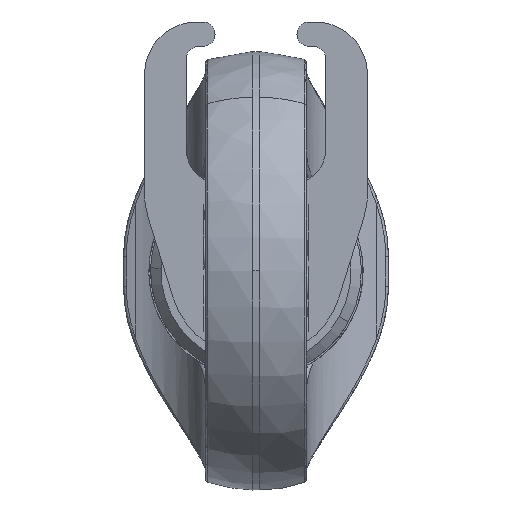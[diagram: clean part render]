
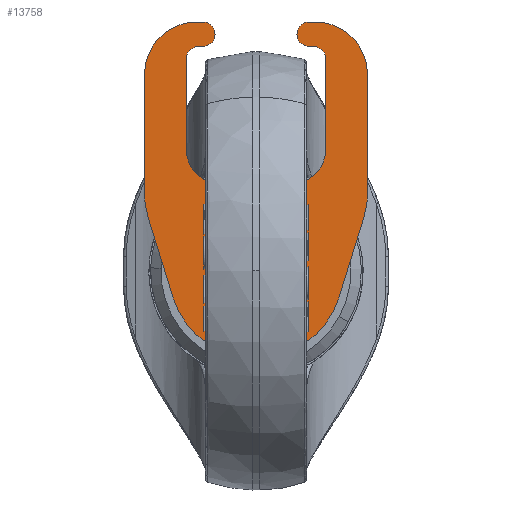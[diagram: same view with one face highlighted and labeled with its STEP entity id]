
A CAD part, top view. The second image highlights one B-rep face of the part: STEP entity #13758.
In plain terms, the highlighted planar face has unit normal (0, 0, 1).
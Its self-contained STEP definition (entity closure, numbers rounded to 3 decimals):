
#13220=CARTESIAN_POINT('Vertex',(32.,56.5,-15.8)) ;
#13227=CARTESIAN_POINT('Vertex',(17.,71.5,-15.8)) ;
#13230=CARTESIAN_POINT('Axis2P3D Location',(17.,56.5,-15.8)) ;
#13251=CARTESIAN_POINT('Vertex',(15.25,71.5,-15.8)) ;
#13254=CARTESIAN_POINT('Line Origine',(16.125,71.5,-15.8)) ;
#13275=CARTESIAN_POINT('Vertex',(15.25,64.5,-15.8)) ;
#13278=CARTESIAN_POINT('Axis2P3D Location',(15.25,68.,-15.8)) ;
#13299=CARTESIAN_POINT('Vertex',(16.5,64.5,-15.8)) ;
#13302=CARTESIAN_POINT('Line Origine',(15.875,64.5,-15.8)) ;
#13323=CARTESIAN_POINT('Vertex',(20.,61.,-15.8)) ;
#13326=CARTESIAN_POINT('Axis2P3D Location',(16.5,61.,-15.8)) ;
#13347=CARTESIAN_POINT('Vertex',(20.,35.,-15.8)) ;
#13350=CARTESIAN_POINT('Line Origine',(20.,48.,-15.8)) ;
#13371=CARTESIAN_POINT('Vertex',(10.,25.,-15.8)) ;
#13374=CARTESIAN_POINT('Axis2P3D Location',(10.,35.,-15.8)) ;
#13395=CARTESIAN_POINT('Vertex',(-10.,25.,-15.8)) ;
#13398=CARTESIAN_POINT('Line Origine',(0.,25.,-15.8)) ;
#13419=CARTESIAN_POINT('Vertex',(-20.,35.,-15.8)) ;
#13422=CARTESIAN_POINT('Axis2P3D Location',(-10.,35.,-15.8)) ;
#13443=CARTESIAN_POINT('Vertex',(-20.,61.,-15.8)) ;
#13446=CARTESIAN_POINT('Line Origine',(-20.,48.,-15.8)) ;
#13467=CARTESIAN_POINT('Vertex',(-16.5,64.5,-15.8)) ;
#13470=CARTESIAN_POINT('Axis2P3D Location',(-16.5,61.,-15.8)) ;
#13486=CARTESIAN_POINT('Vertex',(-15.25,64.5,-15.8)) ;
#13489=CARTESIAN_POINT('Line Origine',(-15.875,64.5,-15.8)) ;
#13510=CARTESIAN_POINT('Vertex',(-15.25,71.5,-15.8)) ;
#13513=CARTESIAN_POINT('Axis2P3D Location',(-15.25,68.,-15.8)) ;
#13529=CARTESIAN_POINT('Vertex',(-17.,71.5,-15.8)) ;
#13532=CARTESIAN_POINT('Line Origine',(-16.125,71.5,-15.8)) ;
#13553=CARTESIAN_POINT('Vertex',(-32.,56.5,-15.8)) ;
#13556=CARTESIAN_POINT('Axis2P3D Location',(-17.,56.5,-15.8)) ;
#13577=CARTESIAN_POINT('Vertex',(-32.,22.605,-15.8)) ;
#13580=CARTESIAN_POINT('Line Origine',(-32.,39.553,-15.8)) ;
#13601=CARTESIAN_POINT('Vertex',(-30.881,15.21,-15.8)) ;
#13604=CARTESIAN_POINT('Axis2P3D Location',(-7.,22.605,-15.8)) ;
#13625=CARTESIAN_POINT('Vertex',(-23.881,-7.395,-15.8)) ;
#13628=CARTESIAN_POINT('Line Origine',(-27.381,3.908,-15.8)) ;
#13649=CARTESIAN_POINT('Vertex',(23.881,-7.395,-15.8)) ;
#13652=CARTESIAN_POINT('Axis2P3D Location',(0.,0.,-15.8)) ;
#13673=CARTESIAN_POINT('Vertex',(30.881,15.21,-15.8)) ;
#13676=CARTESIAN_POINT('Line Origine',(27.381,3.908,-15.8)) ;
#13697=CARTESIAN_POINT('Vertex',(32.,22.605,-15.8)) ;
#13700=CARTESIAN_POINT('Axis2P3D Location',(7.,22.605,-15.8)) ;
#13717=CARTESIAN_POINT('Line Origine',(32.,39.553,-15.8)) ;
#13729=CARTESIAN_POINT('Axis2P3D Location',(0.,0.,-15.8)) ;
#13231=DIRECTION('Axis2P3D Direction',(0.,0.,1.)) ;
#13255=DIRECTION('Vector Direction',(-1.,0.,0.)) ;
#13279=DIRECTION('Axis2P3D Direction',(0.,0.,1.)) ;
#13303=DIRECTION('Vector Direction',(1.,0.,0.)) ;
#13327=DIRECTION('Axis2P3D Direction',(0.,0.,1.)) ;
#13351=DIRECTION('Vector Direction',(0.,-1.,0.)) ;
#13375=DIRECTION('Axis2P3D Direction',(0.,0.,1.)) ;
#13399=DIRECTION('Vector Direction',(-1.,0.,0.)) ;
#13423=DIRECTION('Axis2P3D Direction',(0.,0.,1.)) ;
#13447=DIRECTION('Vector Direction',(0.,1.,0.)) ;
#13471=DIRECTION('Axis2P3D Direction',(0.,0.,1.)) ;
#13490=DIRECTION('Vector Direction',(1.,0.,0.)) ;
#13514=DIRECTION('Axis2P3D Direction',(0.,0.,1.)) ;
#13533=DIRECTION('Vector Direction',(-1.,0.,0.)) ;
#13557=DIRECTION('Axis2P3D Direction',(0.,0.,1.)) ;
#13581=DIRECTION('Vector Direction',(0.,-1.,0.)) ;
#13605=DIRECTION('Axis2P3D Direction',(0.,0.,1.)) ;
#13629=DIRECTION('Vector Direction',(-0.296,0.955,0.)) ;
#13653=DIRECTION('Axis2P3D Direction',(0.,0.,1.)) ;
#13677=DIRECTION('Vector Direction',(-0.296,-0.955,0.)) ;
#13701=DIRECTION('Axis2P3D Direction',(0.,0.,1.)) ;
#13718=DIRECTION('Vector Direction',(0.,1.,0.)) ;
#13730=DIRECTION('Axis2P3D Direction',(0.,0.,1.)) ;
#13731=DIRECTION('Axis2P3D XDirection',(0.,-1.,0.)) ;
#13232=AXIS2_PLACEMENT_3D('Circle Axis2P3D',#13230,#13231,$) ;
#13280=AXIS2_PLACEMENT_3D('Circle Axis2P3D',#13278,#13279,$) ;
#13328=AXIS2_PLACEMENT_3D('Circle Axis2P3D',#13326,#13327,$) ;
#13376=AXIS2_PLACEMENT_3D('Circle Axis2P3D',#13374,#13375,$) ;
#13424=AXIS2_PLACEMENT_3D('Circle Axis2P3D',#13422,#13423,$) ;
#13472=AXIS2_PLACEMENT_3D('Circle Axis2P3D',#13470,#13471,$) ;
#13515=AXIS2_PLACEMENT_3D('Circle Axis2P3D',#13513,#13514,$) ;
#13558=AXIS2_PLACEMENT_3D('Circle Axis2P3D',#13556,#13557,$) ;
#13606=AXIS2_PLACEMENT_3D('Circle Axis2P3D',#13604,#13605,$) ;
#13654=AXIS2_PLACEMENT_3D('Circle Axis2P3D',#13652,#13653,$) ;
#13702=AXIS2_PLACEMENT_3D('Circle Axis2P3D',#13700,#13701,$) ;
#13732=AXIS2_PLACEMENT_3D('Plane Axis2P3D',#13729,#13730,#13731) ;
#13735=ORIENTED_EDGE('',*,*,#13234,.T.) ;
#13736=ORIENTED_EDGE('',*,*,#13258,.T.) ;
#13737=ORIENTED_EDGE('',*,*,#13282,.T.) ;
#13738=ORIENTED_EDGE('',*,*,#13306,.T.) ;
#13739=ORIENTED_EDGE('',*,*,#13330,.T.) ;
#13740=ORIENTED_EDGE('',*,*,#13354,.T.) ;
#13741=ORIENTED_EDGE('',*,*,#13378,.T.) ;
#13742=ORIENTED_EDGE('',*,*,#13402,.T.) ;
#13743=ORIENTED_EDGE('',*,*,#13426,.T.) ;
#13744=ORIENTED_EDGE('',*,*,#13450,.T.) ;
#13745=ORIENTED_EDGE('',*,*,#13474,.T.) ;
#13746=ORIENTED_EDGE('',*,*,#13493,.T.) ;
#13747=ORIENTED_EDGE('',*,*,#13517,.T.) ;
#13748=ORIENTED_EDGE('',*,*,#13536,.T.) ;
#13749=ORIENTED_EDGE('',*,*,#13560,.T.) ;
#13750=ORIENTED_EDGE('',*,*,#13584,.T.) ;
#13751=ORIENTED_EDGE('',*,*,#13608,.T.) ;
#13752=ORIENTED_EDGE('',*,*,#13632,.T.) ;
#13753=ORIENTED_EDGE('',*,*,#13656,.T.) ;
#13754=ORIENTED_EDGE('',*,*,#13680,.T.) ;
#13755=ORIENTED_EDGE('',*,*,#13704,.T.) ;
#13756=ORIENTED_EDGE('',*,*,#13721,.T.) ;
#13256=VECTOR('Line Direction',#13255,1.) ;
#13304=VECTOR('Line Direction',#13303,1.) ;
#13352=VECTOR('Line Direction',#13351,1.) ;
#13400=VECTOR('Line Direction',#13399,1.) ;
#13448=VECTOR('Line Direction',#13447,1.) ;
#13491=VECTOR('Line Direction',#13490,1.) ;
#13534=VECTOR('Line Direction',#13533,1.) ;
#13582=VECTOR('Line Direction',#13581,1.) ;
#13630=VECTOR('Line Direction',#13629,1.) ;
#13678=VECTOR('Line Direction',#13677,1.) ;
#13719=VECTOR('Line Direction',#13718,1.) ;
#13758=ADVANCED_FACE('\X2\52A05DE55716\X0\(\X2\53D66D8893105EA6\X0\)',(#13757),#13733,.T.) ;
#13233=CIRCLE('generated circle',#13232,15.) ;
#13281=CIRCLE('generated circle',#13280,3.5) ;
#13329=CIRCLE('generated circle',#13328,3.5) ;
#13377=CIRCLE('generated circle',#13376,10.) ;
#13425=CIRCLE('generated circle',#13424,10.) ;
#13473=CIRCLE('generated circle',#13472,3.5) ;
#13516=CIRCLE('generated circle',#13515,3.5) ;
#13559=CIRCLE('generated circle',#13558,15.) ;
#13607=CIRCLE('generated circle',#13606,25.) ;
#13655=CIRCLE('generated circle',#13654,25.) ;
#13703=CIRCLE('generated circle',#13702,25.) ;
#13234=EDGE_CURVE('',#13221,#13228,#13233,.T.) ;
#13258=EDGE_CURVE('',#13228,#13252,#13257,.T.) ;
#13282=EDGE_CURVE('',#13252,#13276,#13281,.T.) ;
#13306=EDGE_CURVE('',#13276,#13300,#13305,.T.) ;
#13330=EDGE_CURVE('',#13300,#13324,#13329,.F.) ;
#13354=EDGE_CURVE('',#13324,#13348,#13353,.T.) ;
#13378=EDGE_CURVE('',#13348,#13372,#13377,.F.) ;
#13402=EDGE_CURVE('',#13372,#13396,#13401,.T.) ;
#13426=EDGE_CURVE('',#13396,#13420,#13425,.F.) ;
#13450=EDGE_CURVE('',#13420,#13444,#13449,.T.) ;
#13474=EDGE_CURVE('',#13444,#13468,#13473,.F.) ;
#13493=EDGE_CURVE('',#13468,#13487,#13492,.T.) ;
#13517=EDGE_CURVE('',#13487,#13511,#13516,.T.) ;
#13536=EDGE_CURVE('',#13511,#13530,#13535,.T.) ;
#13560=EDGE_CURVE('',#13530,#13554,#13559,.T.) ;
#13584=EDGE_CURVE('',#13554,#13578,#13583,.T.) ;
#13608=EDGE_CURVE('',#13578,#13602,#13607,.T.) ;
#13632=EDGE_CURVE('',#13602,#13626,#13631,.F.) ;
#13656=EDGE_CURVE('',#13626,#13650,#13655,.T.) ;
#13680=EDGE_CURVE('',#13650,#13674,#13679,.F.) ;
#13704=EDGE_CURVE('',#13674,#13698,#13703,.T.) ;
#13721=EDGE_CURVE('',#13698,#13221,#13720,.T.) ;
#13734=EDGE_LOOP('',(#13735,#13736,#13737,#13738,#13739,#13740,#13741,#13742,#13743,#13744,#13745,#13746,#13747,#13748,#13749,#13750,#13751,#13752,#13753,#13754,#13755,#13756)) ;
#13757=FACE_OUTER_BOUND('',#13734,.T.) ;
#13257=LINE('Line',#13254,#13256) ;
#13305=LINE('Line',#13302,#13304) ;
#13353=LINE('Line',#13350,#13352) ;
#13401=LINE('Line',#13398,#13400) ;
#13449=LINE('Line',#13446,#13448) ;
#13492=LINE('Line',#13489,#13491) ;
#13535=LINE('Line',#13532,#13534) ;
#13583=LINE('Line',#13580,#13582) ;
#13631=LINE('Line',#13628,#13630) ;
#13679=LINE('Line',#13676,#13678) ;
#13720=LINE('Line',#13717,#13719) ;
#13733=PLANE('',#13732) ;
#13221=VERTEX_POINT('',#13220) ;
#13228=VERTEX_POINT('',#13227) ;
#13252=VERTEX_POINT('',#13251) ;
#13276=VERTEX_POINT('',#13275) ;
#13300=VERTEX_POINT('',#13299) ;
#13324=VERTEX_POINT('',#13323) ;
#13348=VERTEX_POINT('',#13347) ;
#13372=VERTEX_POINT('',#13371) ;
#13396=VERTEX_POINT('',#13395) ;
#13420=VERTEX_POINT('',#13419) ;
#13444=VERTEX_POINT('',#13443) ;
#13468=VERTEX_POINT('',#13467) ;
#13487=VERTEX_POINT('',#13486) ;
#13511=VERTEX_POINT('',#13510) ;
#13530=VERTEX_POINT('',#13529) ;
#13554=VERTEX_POINT('',#13553) ;
#13578=VERTEX_POINT('',#13577) ;
#13602=VERTEX_POINT('',#13601) ;
#13626=VERTEX_POINT('',#13625) ;
#13650=VERTEX_POINT('',#13649) ;
#13674=VERTEX_POINT('',#13673) ;
#13698=VERTEX_POINT('',#13697) ;
